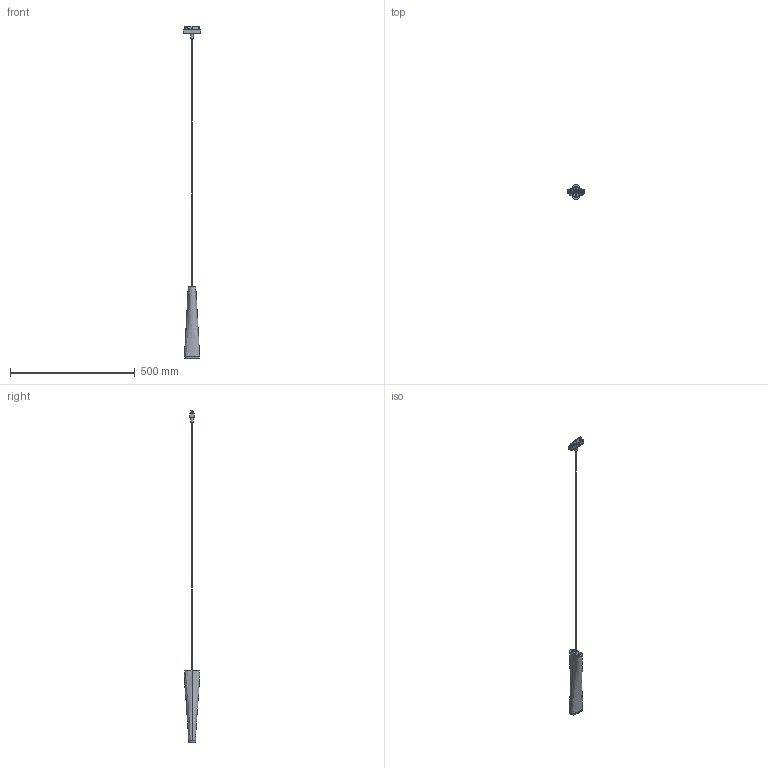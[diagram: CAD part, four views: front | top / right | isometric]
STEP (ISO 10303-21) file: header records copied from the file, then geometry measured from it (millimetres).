
FILE_DESCRIPTION(/* description */ ('This is a sample STEP configuration'),/* implementation_level */ '2;1');
FILE_NAME(/* name */ '184-2090xxxxxxxxx SIMPLE.ipt_Rev_00.1.stp',/* time_stamp */ '2023-04-17T15:11:21+02:00',/* author */ ('powerJobs'),/* organization */ ('coolOrange'),/* preprocessor_version */ 'ST-DEVELOPER v19.2',/* originating_system */ 'Autodesk Inventor 2023',/* authorisation */ '');
FILE_SCHEMA (('AUTOMOTIVE_DESIGN { 1 0 10303 214 3 1 1 }'));
Products named in the file (1): ENG000025807
Bounding box: 72 x 61.01 x 1332.75 mm (x, y, z)
Volume: 415992.8 mm3; surface area: 99160.9 mm2
Topology: 3 solids, 3 shells, 1195 faces, 3318 edges, 2110 vertices
Faces by surface type: plane 751, cylinder 283, bspline 89, cone 55, torus 10, sphere 7
Full cylindrical faces by diameter (mm): 2.3 x1, 2.5 x68, 2.7 x1, 2.9 x2, 3 x1, 3.3 x7, 4 x3, 5 x4, 5.2 x1, 5.5 x2, 6 x1, 6.3 x2, 7.2 x1, 12 x1, 18 x1
Entity records: 72117 total; most frequent: CARTESIAN_POINT 42377, ORIENTED_EDGE 6616, DIRECTION 5559, EDGE_CURVE 3308, LINE 2341, VECTOR 2341, VERTEX_POINT 2110, AXIS2_PLACEMENT_3D 1609
